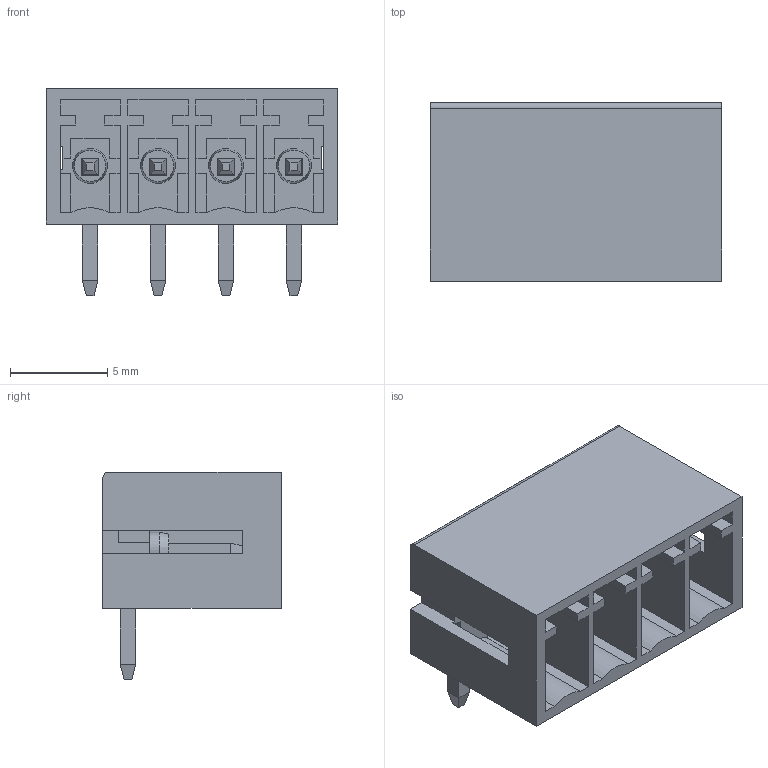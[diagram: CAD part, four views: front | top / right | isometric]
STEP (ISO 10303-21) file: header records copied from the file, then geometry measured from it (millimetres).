
FILE_DESCRIPTION (( 'STEP AP214' ), '1' );
FILE_NAME ('KF2EDGR-3.5-4P.STEP', '2022-12-11T07:15:09', ( '' ), ( '' ), 'SwSTEP 2.0', 'SolidWorks 2022', '' );
FILE_SCHEMA (( 'AUTOMOTIVE_DESIGN' ));
Length unit declared in the file: millimetre
Products named in the file (1): KF2EDGR-3.5-4P
Bounding box: 15 x 9.2 x 10.7 mm (x, y, z)
Volume: 435.6 mm3; surface area: 1603.6 mm2
Topology: 5 solids, 5 shells, 275 faces, 723 edges, 458 vertices
Faces by surface type: plane 246, cylinder 21, cone 8
Entity records: 9071 total; most frequent: CARTESIAN_POINT 1457, ORIENTED_EDGE 1446, DIRECTION 1325, EDGE_CURVE 723, LINE 673, VECTOR 673, VERTEX_POINT 458, AXIS2_PLACEMENT_3D 326
